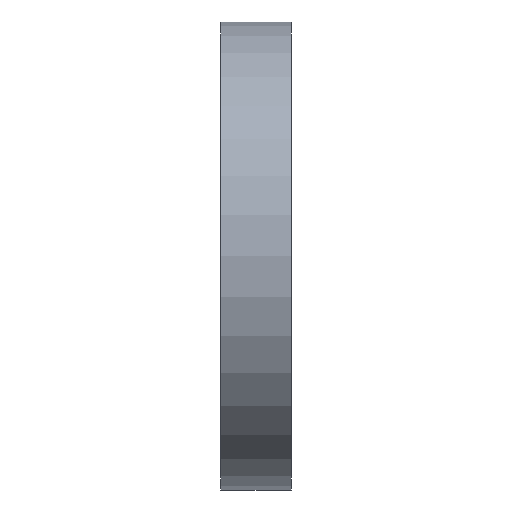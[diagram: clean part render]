
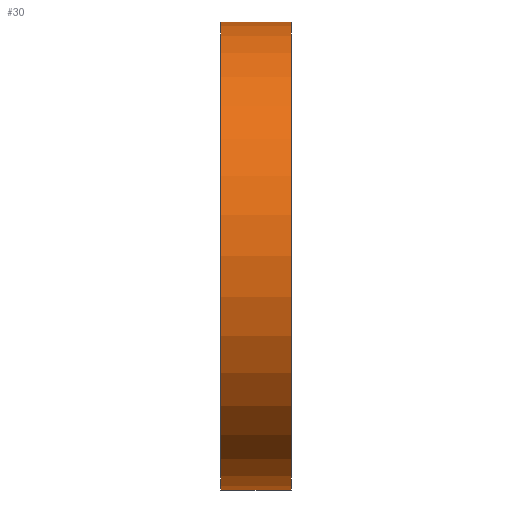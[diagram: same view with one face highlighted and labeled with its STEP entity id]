
A CAD part, left-side view. The second image highlights one B-rep face of the part: STEP entity #30.
In plain terms, the highlighted cylindrical face has radius 20 mm (diameter 40 mm), a partial arc.
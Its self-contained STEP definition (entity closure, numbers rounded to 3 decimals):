
#2 = DIRECTION ( 'NONE',  ( 0., 0., 1. ) ) ;
#3 = LINE ( 'NONE', #119, #162 ) ;
#15 = ORIENTED_EDGE ( 'NONE', *, *, #126, .F. ) ;
#17 = DIRECTION ( 'NONE',  ( 0., 0., -1. ) ) ;
#20 = CARTESIAN_POINT ( 'NONE',  ( 0., 6., -20. ) ) ;
#25 = CIRCLE ( 'NONE', #142, 20. ) ;
#30 = ADVANCED_FACE ( 'NONE', ( #95 ), #157, .T. ) ;
#31 = EDGE_CURVE ( 'NONE', #47, #77, #3, .T. ) ;
#40 = AXIS2_PLACEMENT_3D ( 'NONE', #65, #174, #17 ) ;
#47 = VERTEX_POINT ( 'NONE', #98 ) ;
#61 = ORIENTED_EDGE ( 'NONE', *, *, #83, .T. ) ;
#65 = CARTESIAN_POINT ( 'NONE',  ( 0., 6., 0. ) ) ;
#77 = VERTEX_POINT ( 'NONE', #100 ) ;
#82 = CARTESIAN_POINT ( 'NONE',  ( 0., 0., 0. ) ) ;
#83 = EDGE_CURVE ( 'NONE', #107, #211, #101, .T. ) ;
#84 = DIRECTION ( 'NONE',  ( 0., 0., 1. ) ) ;
#85 = DIRECTION ( 'NONE',  ( 0., 1., 0. ) ) ;
#87 = CARTESIAN_POINT ( 'NONE',  ( 0., 0., -20. ) ) ;
#95 = FACE_OUTER_BOUND ( 'NONE', #197, .T. ) ;
#98 = CARTESIAN_POINT ( 'NONE',  ( 0., 6., 20. ) ) ;
#99 = EDGE_CURVE ( 'NONE', #211, #77, #25, .T. ) ;
#100 = CARTESIAN_POINT ( 'NONE',  ( 0., 0., 20. ) ) ;
#101 = LINE ( 'NONE', #20, #118 ) ;
#107 = VERTEX_POINT ( 'NONE', #141 ) ;
#113 = ORIENTED_EDGE ( 'NONE', *, *, #99, .T. ) ;
#118 = VECTOR ( 'NONE', #192, 1000. ) ;
#119 = CARTESIAN_POINT ( 'NONE',  ( 0., 6., 20. ) ) ;
#121 = DIRECTION ( 'NONE',  ( 0., -1., 0. ) ) ;
#126 = EDGE_CURVE ( 'NONE', #107, #47, #149, .T. ) ;
#134 = ORIENTED_EDGE ( 'NONE', *, *, #31, .F. ) ;
#141 = CARTESIAN_POINT ( 'NONE',  ( 0., 6., -20. ) ) ;
#142 = AXIS2_PLACEMENT_3D ( 'NONE', #82, #189, #2 ) ;
#143 = CARTESIAN_POINT ( 'NONE',  ( 0., 6., 0. ) ) ;
#149 = CIRCLE ( 'NONE', #201, 20. ) ;
#157 = CYLINDRICAL_SURFACE ( 'NONE', #40, 20. ) ;
#162 = VECTOR ( 'NONE', #121, 1000. ) ;
#174 = DIRECTION ( 'NONE',  ( 0., -1., 0. ) ) ;
#189 = DIRECTION ( 'NONE',  ( 0., 1., 0. ) ) ;
#192 = DIRECTION ( 'NONE',  ( 0., -1., 0. ) ) ;
#197 = EDGE_LOOP ( 'NONE', ( #134, #15, #61, #113 ) ) ;
#201 = AXIS2_PLACEMENT_3D ( 'NONE', #143, #85, #84 ) ;
#211 = VERTEX_POINT ( 'NONE', #87 ) ;
